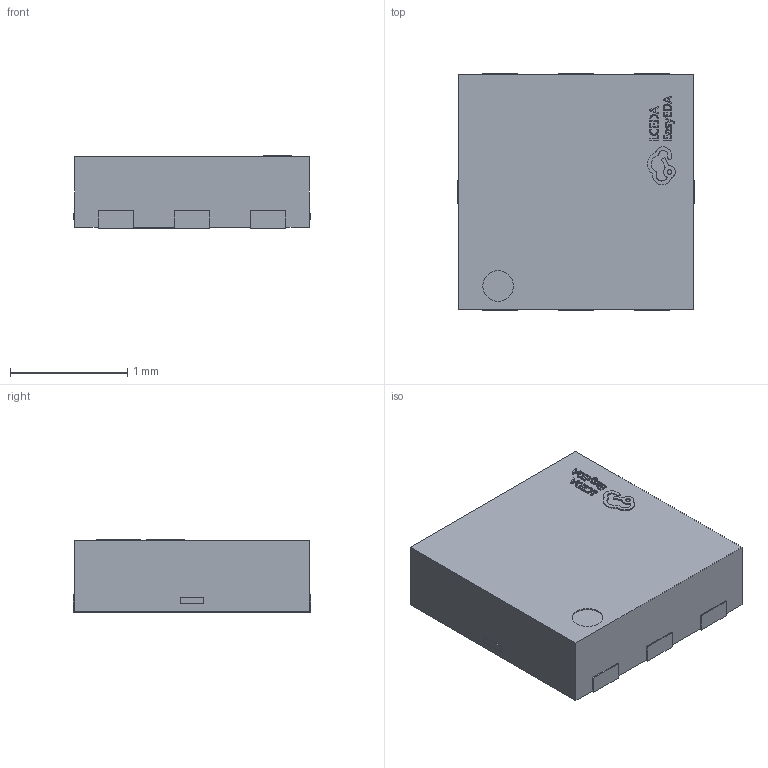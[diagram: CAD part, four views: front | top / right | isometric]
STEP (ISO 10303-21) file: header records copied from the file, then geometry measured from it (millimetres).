
FILE_DESCRIPTION (( 'STEP AP214' ), '1' );
FILE_NAME ('U-DFN2020-6_L2.0-W2.0-H0.6-P0.65-BL.step', '2022-06-30T13:57:17', ( '' ), ( '' ), 'SwSTEP 2.0', 'SolidWorks 2020', '' );
FILE_SCHEMA (( 'AUTOMOTIVE_DESIGN' ));
Length unit declared in the file: millimetre
Products named in the file (1): U-DFN2020-6_L2.0-W2.0-H0.6-P0.65-BL
Bounding box: 2.02 x 2.02 x 0.62 mm (x, y, z)
Volume: 2.4 mm3; surface area: 13 mm2
Topology: 1 solids, 1 shells, 351 faces, 957 edges, 638 vertices
Faces by surface type: plane 225, bspline 112, cylinder 14
Entity records: 16086 total; most frequent: CARTESIAN_POINT 4051, ORIENTED_EDGE 1914, DIRECTION 1237, EDGE_CURVE 957, LINE 701, VECTOR 701, VERTEX_POINT 638, EDGE_LOOP 381
